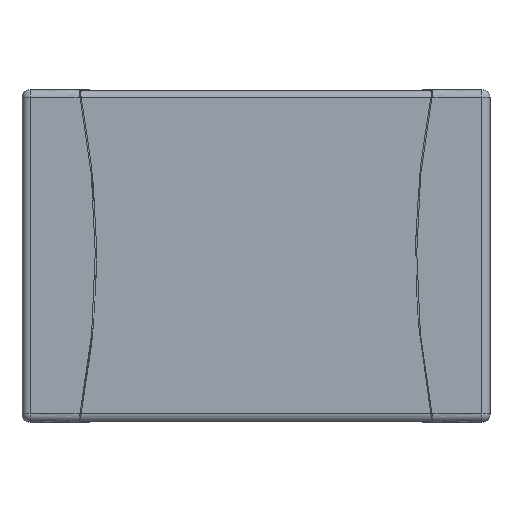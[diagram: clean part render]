
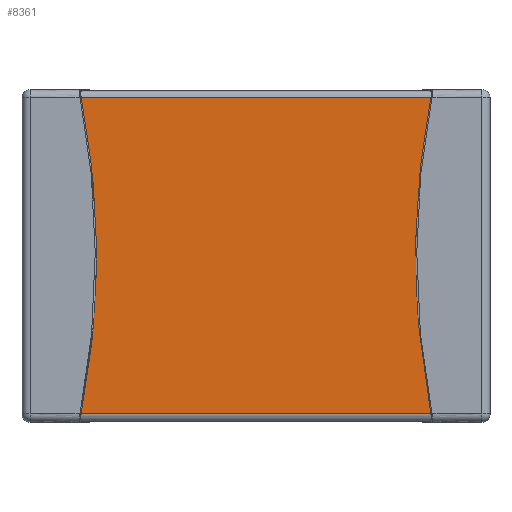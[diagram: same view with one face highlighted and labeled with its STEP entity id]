
A CAD part, top view. The second image highlights one B-rep face of the part: STEP entity #8361.
In plain terms, the highlighted planar face has unit normal (0, 0, 1).
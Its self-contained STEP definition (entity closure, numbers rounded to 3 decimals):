
#7786 = EDGE_CURVE('',#7787,#7789,#7791,.T.);
#7787 = VERTEX_POINT('',#7788);
#7788 = CARTESIAN_POINT('',(-2.15,-1.52,1.25));
#7789 = VERTEX_POINT('',#7790);
#7790 = CARTESIAN_POINT('',(2.15,-1.52,1.25));
#7791 = SURFACE_CURVE('',#7792,(#7796,#7808),.PCURVE_S1.);
#7792 = LINE('',#7793,#7794);
#7793 = CARTESIAN_POINT('',(-2.15,-1.52,1.25));
#7794 = VECTOR('',#7795,1.);
#7795 = DIRECTION('',(1.,0.,0.));
#7796 = PCURVE('',#7797,#7802);
#7797 = CYLINDRICAL_SURFACE('',#7798,0.07);
#7798 = AXIS2_PLACEMENT_3D('',#7799,#7800,#7801);
#7799 = CARTESIAN_POINT('',(-2.15,-1.52,1.18));
#7800 = DIRECTION('',(-1.,0.,0.));
#7801 = DIRECTION('',(0.,1.,0.));
#7802 = DEFINITIONAL_REPRESENTATION('',(#7803),#7807);
#7803 = LINE('',#7804,#7805);
#7804 = CARTESIAN_POINT('',(-1.571,0.));
#7805 = VECTOR('',#7806,1.);
#7806 = DIRECTION('',(-0.,-1.));
#7807 = ( GEOMETRIC_REPRESENTATION_CONTEXT(2) 
PARAMETRIC_REPRESENTATION_CONTEXT() REPRESENTATION_CONTEXT('2D SPACE',''
  ) );
#7808 = PCURVE('',#7809,#7814);
#7809 = PLANE('',#7810);
#7810 = AXIS2_PLACEMENT_3D('',#7811,#7812,#7813);
#7811 = CARTESIAN_POINT('',(-2.15,-1.52,1.25));
#7812 = DIRECTION('',(0.,0.,1.));
#7813 = DIRECTION('',(0.,1.,0.));
#7814 = DEFINITIONAL_REPRESENTATION('',(#7815),#7819);
#7815 = LINE('',#7816,#7817);
#7816 = CARTESIAN_POINT('',(0.,0.));
#7817 = VECTOR('',#7818,1.);
#7818 = DIRECTION('',(0.,-1.));
#7819 = ( GEOMETRIC_REPRESENTATION_CONTEXT(2) 
PARAMETRIC_REPRESENTATION_CONTEXT() REPRESENTATION_CONTEXT('2D SPACE',''
  ) );
#7838 = PLANE('',#7839);
#7839 = AXIS2_PLACEMENT_3D('',#7840,#7841,#7842);
#7840 = CARTESIAN_POINT('',(2.15,0.,0.635));
#7841 = DIRECTION('',(1.,0.,0.));
#7842 = DIRECTION('',(0.,0.,1.));
#7893 = PLANE('',#7894);
#7894 = AXIS2_PLACEMENT_3D('',#7895,#7896,#7897);
#7895 = CARTESIAN_POINT('',(-2.15,0.,0.635));
#7896 = DIRECTION('',(1.,0.,0.));
#7897 = DIRECTION('',(0.,0.,1.));
#8234 = CYLINDRICAL_SURFACE('',#8235,0.07);
#8235 = AXIS2_PLACEMENT_3D('',#8236,#8237,#8238);
#8236 = CARTESIAN_POINT('',(-2.15,1.52,1.18));
#8237 = DIRECTION('',(-1.,0.,0.));
#8238 = DIRECTION('',(0.,1.,0.));
#8294 = VERTEX_POINT('',#8295);
#8295 = CARTESIAN_POINT('',(2.15,1.52,1.25));
#8317 = EDGE_CURVE('',#8318,#8294,#8320,.T.);
#8318 = VERTEX_POINT('',#8319);
#8319 = CARTESIAN_POINT('',(-2.15,1.52,1.25));
#8320 = SURFACE_CURVE('',#8321,(#8325,#8332),.PCURVE_S1.);
#8321 = LINE('',#8322,#8323);
#8322 = CARTESIAN_POINT('',(-2.15,1.52,1.25));
#8323 = VECTOR('',#8324,1.);
#8324 = DIRECTION('',(1.,0.,0.));
#8325 = PCURVE('',#8234,#8326);
#8326 = DEFINITIONAL_REPRESENTATION('',(#8327),#8331);
#8327 = LINE('',#8328,#8329);
#8328 = CARTESIAN_POINT('',(-1.571,0.));
#8329 = VECTOR('',#8330,1.);
#8330 = DIRECTION('',(-0.,-1.));
#8331 = ( GEOMETRIC_REPRESENTATION_CONTEXT(2) 
PARAMETRIC_REPRESENTATION_CONTEXT() REPRESENTATION_CONTEXT('2D SPACE',''
  ) );
#8332 = PCURVE('',#7809,#8333);
#8333 = DEFINITIONAL_REPRESENTATION('',(#8334),#8338);
#8334 = LINE('',#8335,#8336);
#8335 = CARTESIAN_POINT('',(3.04,0.));
#8336 = VECTOR('',#8337,1.);
#8337 = DIRECTION('',(0.,-1.));
#8338 = ( GEOMETRIC_REPRESENTATION_CONTEXT(2) 
PARAMETRIC_REPRESENTATION_CONTEXT() REPRESENTATION_CONTEXT('2D SPACE',''
  ) );
#8361 = ADVANCED_FACE('',(#8362),#7809,.T.);
#8362 = FACE_BOUND('',#8363,.T.);
#8363 = EDGE_LOOP('',(#8364,#8365,#8386,#8387));
#8364 = ORIENTED_EDGE('',*,*,#7786,.T.);
#8365 = ORIENTED_EDGE('',*,*,#8366,.T.);
#8366 = EDGE_CURVE('',#7789,#8294,#8367,.T.);
#8367 = SURFACE_CURVE('',#8368,(#8372,#8379),.PCURVE_S1.);
#8368 = LINE('',#8369,#8370);
#8369 = CARTESIAN_POINT('',(2.15,-1.52,1.25));
#8370 = VECTOR('',#8371,1.);
#8371 = DIRECTION('',(0.,1.,0.));
#8372 = PCURVE('',#7809,#8373);
#8373 = DEFINITIONAL_REPRESENTATION('',(#8374),#8378);
#8374 = LINE('',#8375,#8376);
#8375 = CARTESIAN_POINT('',(0.,-4.3));
#8376 = VECTOR('',#8377,1.);
#8377 = DIRECTION('',(1.,0.));
#8378 = ( GEOMETRIC_REPRESENTATION_CONTEXT(2) 
PARAMETRIC_REPRESENTATION_CONTEXT() REPRESENTATION_CONTEXT('2D SPACE',''
  ) );
#8379 = PCURVE('',#7838,#8380);
#8380 = DEFINITIONAL_REPRESENTATION('',(#8381),#8385);
#8381 = LINE('',#8382,#8383);
#8382 = CARTESIAN_POINT('',(0.615,1.52));
#8383 = VECTOR('',#8384,1.);
#8384 = DIRECTION('',(0.,-1.));
#8385 = ( GEOMETRIC_REPRESENTATION_CONTEXT(2) 
PARAMETRIC_REPRESENTATION_CONTEXT() REPRESENTATION_CONTEXT('2D SPACE',''
  ) );
#8386 = ORIENTED_EDGE('',*,*,#8317,.F.);
#8387 = ORIENTED_EDGE('',*,*,#8388,.F.);
#8388 = EDGE_CURVE('',#7787,#8318,#8389,.T.);
#8389 = SURFACE_CURVE('',#8390,(#8394,#8401),.PCURVE_S1.);
#8390 = LINE('',#8391,#8392);
#8391 = CARTESIAN_POINT('',(-2.15,-1.52,1.25));
#8392 = VECTOR('',#8393,1.);
#8393 = DIRECTION('',(0.,1.,0.));
#8394 = PCURVE('',#7809,#8395);
#8395 = DEFINITIONAL_REPRESENTATION('',(#8396),#8400);
#8396 = LINE('',#8397,#8398);
#8397 = CARTESIAN_POINT('',(0.,0.));
#8398 = VECTOR('',#8399,1.);
#8399 = DIRECTION('',(1.,0.));
#8400 = ( GEOMETRIC_REPRESENTATION_CONTEXT(2) 
PARAMETRIC_REPRESENTATION_CONTEXT() REPRESENTATION_CONTEXT('2D SPACE',''
  ) );
#8401 = PCURVE('',#7893,#8402);
#8402 = DEFINITIONAL_REPRESENTATION('',(#8403),#8407);
#8403 = LINE('',#8404,#8405);
#8404 = CARTESIAN_POINT('',(0.615,1.52));
#8405 = VECTOR('',#8406,1.);
#8406 = DIRECTION('',(0.,-1.));
#8407 = ( GEOMETRIC_REPRESENTATION_CONTEXT(2) 
PARAMETRIC_REPRESENTATION_CONTEXT() REPRESENTATION_CONTEXT('2D SPACE',''
  ) );
